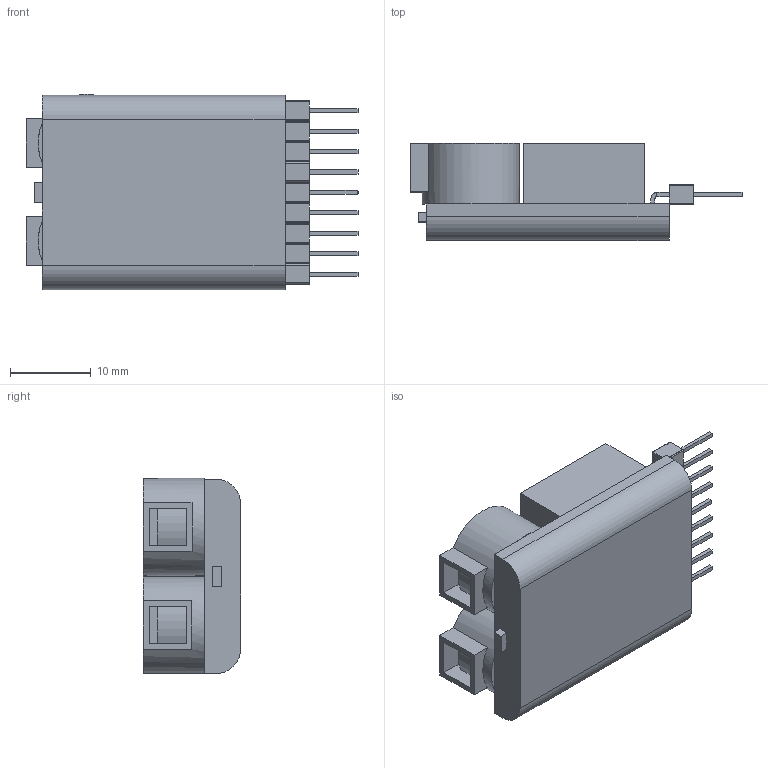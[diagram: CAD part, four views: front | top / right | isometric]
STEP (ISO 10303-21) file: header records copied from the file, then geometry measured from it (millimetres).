
FILE_DESCRIPTION(/* description */ (''),/* implementation_level */ '2;1');
FILE_NAME(/* name */ 'Baterijas testeris v3.step',/* time_stamp */ '2023-09-11T10:23:00+10:00',/* author */ (''),/* organization */ (''),/* preprocessor_version */ 'ST-DEVELOPER v20',/* originating_system */ 'Autodesk Translation Framework v12.9.0.99',/* authorisation */ '');
FILE_SCHEMA (('AUTOMOTIVE_DESIGN { 1 0 10303 214 3 1 1 }'));
Length unit declared in the file: millimetre
Products named in the file (1): Baterijas testeris
Bounding box: 41 x 12 x 24.1 mm (x, y, z)
Volume: 7623.3 mm3; surface area: 3785.9 mm2
Topology: 10 solids, 10 shells, 273 faces, 681 edges, 450 vertices
Faces by surface type: plane 227, cylinder 43, bspline 2, sphere 1
Full cylindrical faces by diameter (mm): 2 x1, 12 x2
Entity records: 8211 total; most frequent: CARTESIAN_POINT 1518, ORIENTED_EDGE 1360, DIRECTION 1318, EDGE_CURVE 680, LINE 578, VECTOR 578, VERTEX_POINT 450, AXIS2_PLACEMENT_3D 370
